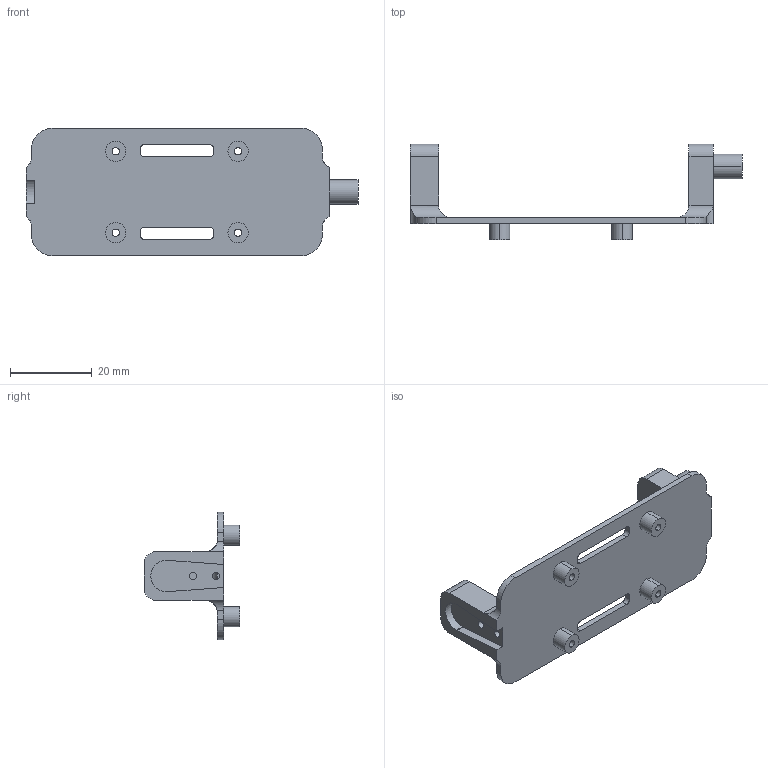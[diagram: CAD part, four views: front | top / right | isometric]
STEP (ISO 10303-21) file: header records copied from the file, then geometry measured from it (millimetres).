
FILE_DESCRIPTION (( 'STEP AP203' ), '1' );
FILE_NAME ('LED Matrix 8X8 - attachment.STEP', '2020-03-12T10:00:20', ( '' ), ( '' ), 'SwSTEP 2.0', 'SolidWorks 2018', '' );
FILE_SCHEMA (( 'CONFIG_CONTROL_DESIGN' ));
Length unit declared in the file: millimetre
Products named in the file (1): LED Matrix 8X8 - attachment
Bounding box: 81.4 x 23.5 x 31.25 mm (x, y, z)
Volume: 6260.4 mm3; surface area: 6547.8 mm2
Topology: 1 solids, 1 shells, 86 faces, 232 edges, 152 vertices
Faces by surface type: cylinder 51, plane 35
Entity records: 2909 total; most frequent: CARTESIAN_POINT 576, DIRECTION 484, ORIENTED_EDGE 464, EDGE_CURVE 232, AXIS2_PLACEMENT_3D 176, VERTEX_POINT 152, VECTOR 132, LINE 132
